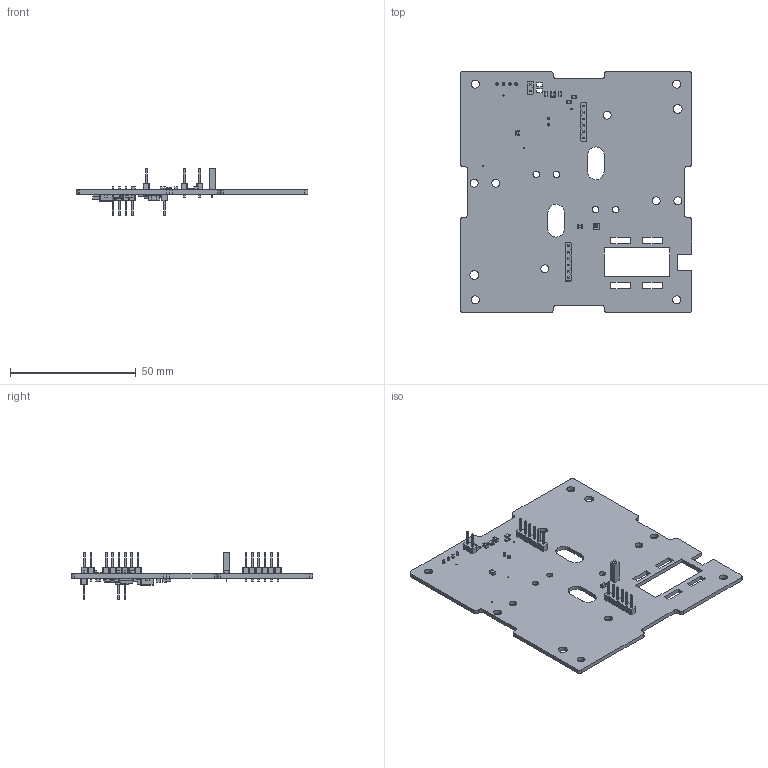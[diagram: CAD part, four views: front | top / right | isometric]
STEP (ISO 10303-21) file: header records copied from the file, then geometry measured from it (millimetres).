
FILE_DESCRIPTION(('KiCad electronic assembly'),'2;1');
FILE_NAME('Sanket.step','2025-07-13T00:35:45',('Pcbnew'),('Kicad'), 'Open CASCADE STEP processor 7.8','KiCad to STEP converter','Unknown' );
FILE_SCHEMA(('AUTOMOTIVE_DESIGN { 1 0 10303 214 1 1 1 1 }'));
Length unit declared in the file: millimetre
Products named in the file (30): Sanket 1; PinHeader_1x02_P2.54mm_Vertical; PinHeader_1x02_P254mm_Vertical; SOT-353_SC-70-5; SOT_353_SC_70_5; PinSocket_1x01_P2.54mm_Vertical; R_0805_2012Metric; PinHeader_1x06_P2.54mm_Vertical; PinHeader_1x06_P254mm_Vertical; C_0805_2012Metric; L_Bourns_SRP5030T; D_SMB; PinHeader_1x04_P2.54mm_Vertical; PinHeader_1x04_P254mm_Vertical; C_1206_3216Metric; WSON-6-1EP_2x2mm_P0.65mm_EP1x1.6mm; WSON_6_1EP_2x2mm_P065mm_EP1x16mm; SOT-223_DIO; part; HVSSOP-10-1EP_3x3mm_P0.5mm_EP1.57x1.88mm; DGQ0010D_ASM; Potentiometer_Bourns_3314G_Vertical; sanket_PCB
Assembly tree (50 placements, depth 3):
  Sanket 1
    PinHeader_1x02_P2.54mm_Vertical  x2
      PinHeader_1x02_P254mm_Vertical
    SOT-353_SC-70-5
      SOT_353_SC_70_5
    PinSocket_1x01_P2.54mm_Vertical
      PinSocket_1x01_P2.54mm_Vertical
    R_0805_2012Metric  x3
      R_0805_2012Metric
    PinHeader_1x06_P2.54mm_Vertical  x2
      PinHeader_1x06_P254mm_Vertical
    C_0805_2012Metric  x17
      C_0805_2012Metric
    L_Bourns_SRP5030T
      L_Bourns_SRP5030T
    D_SMB
      D_SMB
    PinHeader_1x04_P2.54mm_Vertical
      PinHeader_1x04_P254mm_Vertical
    C_1206_3216Metric  x2
      C_1206_3216Metric
    WSON-6-1EP_2x2mm_P0.65mm_EP1x1.6mm
      WSON_6_1EP_2x2mm_P065mm_EP1x16mm
    SOT-223_DIO
      part
    HVSSOP-10-1EP_3x3mm_P0.5mm_EP1.57x1.88mm
      DGQ0010D_ASM
    Potentiometer_Bourns_3314G_Vertical
      Potentiometer_Bourns_3314G_Vertical
    sanket_PCB
Bounding box: 92 x 95.89 x 18.78 mm (x, y, z)
Volume: 13327.9 mm3; surface area: 19048.7 mm2
Topology: 52 solids, 52 shells, 2019 faces, 5107 edges, 3280 vertices
Faces by surface type: plane 1463, cylinder 497, bspline 39, sphere 16, torus 4
Full cylindrical faces by diameter (mm): 0.178 x1, 0.25 x1, 0.5 x4, 1 x21, 2.6 x4, 3.1 x4, 3.2 x6, 3.57 x2
Entity records: 45644 total; most frequent: CARTESIAN_POINT 7285, ORIENTED_EDGE 6526, DIRECTION 6316, EDGE_CURVE 3263, LINE 2642, VECTOR 2642, VERTEX_POINT 2080, AXIS2_PLACEMENT_3D 1837
